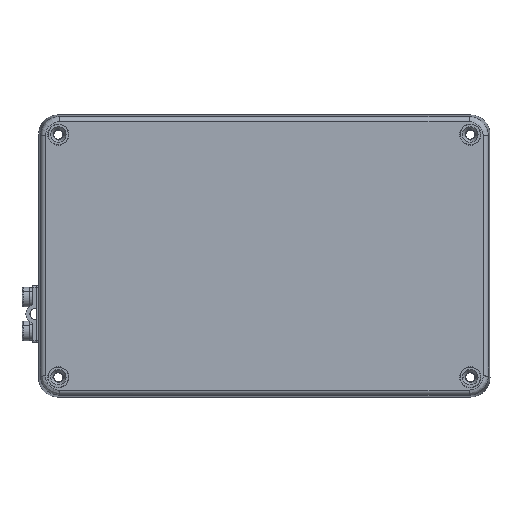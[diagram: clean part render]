
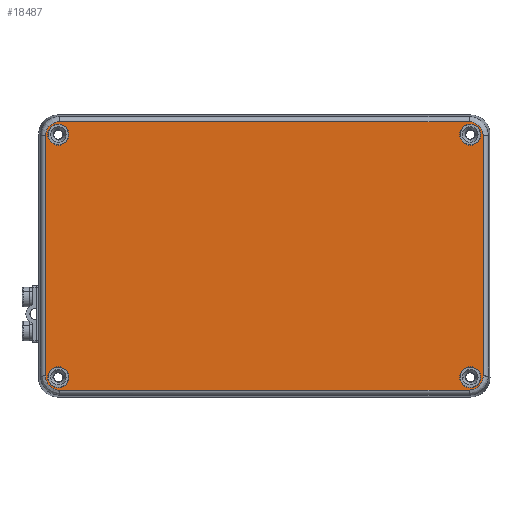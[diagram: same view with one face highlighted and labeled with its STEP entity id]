
A CAD part, top view. The second image highlights one B-rep face of the part: STEP entity #18487.
In plain terms, the highlighted planar face has unit normal (0, 0, 1).
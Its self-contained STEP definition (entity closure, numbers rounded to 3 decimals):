
#17182 = VERTEX_POINT('',#17183);
#17183 = CARTESIAN_POINT('',(-73.,-46.75,20.));
#17189 = EDGE_CURVE('',#17182,#17190,#17192,.T.);
#17190 = VERTEX_POINT('',#17191);
#17191 = CARTESIAN_POINT('',(-73.,-39.25,20.));
#17192 = CIRCLE('',#17193,3.75);
#17193 = AXIS2_PLACEMENT_3D('',#17194,#17195,#17196);
#17194 = CARTESIAN_POINT('',(-73.,-43.,20.));
#17195 = DIRECTION('',(0.,0.,-1.));
#17196 = DIRECTION('',(0.,-1.,0.));
#17224 = VERTEX_POINT('',#17225);
#17225 = CARTESIAN_POINT('',(-69.25,43.,20.));
#17231 = EDGE_CURVE('',#17224,#17232,#17234,.T.);
#17232 = VERTEX_POINT('',#17233);
#17233 = CARTESIAN_POINT('',(-76.75,43.,20.));
#17234 = CIRCLE('',#17235,3.75);
#17235 = AXIS2_PLACEMENT_3D('',#17236,#17237,#17238);
#17236 = CARTESIAN_POINT('',(-73.,43.,20.));
#17237 = DIRECTION('',(0.,0.,-1.));
#17238 = DIRECTION('',(1.,0.,0.));
#17266 = VERTEX_POINT('',#17267);
#17267 = CARTESIAN_POINT('',(73.,-46.75,20.));
#17273 = EDGE_CURVE('',#17266,#17274,#17276,.T.);
#17274 = VERTEX_POINT('',#17275);
#17275 = CARTESIAN_POINT('',(73.,-39.25,20.));
#17276 = CIRCLE('',#17277,3.75);
#17277 = AXIS2_PLACEMENT_3D('',#17278,#17279,#17280);
#17278 = CARTESIAN_POINT('',(73.,-43.,20.));
#17279 = DIRECTION('',(0.,0.,-1.));
#17280 = DIRECTION('',(0.,-1.,0.));
#17308 = VERTEX_POINT('',#17309);
#17309 = CARTESIAN_POINT('',(76.75,43.,20.));
#17315 = EDGE_CURVE('',#17308,#17316,#17318,.T.);
#17316 = VERTEX_POINT('',#17317);
#17317 = CARTESIAN_POINT('',(69.25,43.,20.));
#17318 = CIRCLE('',#17319,3.75);
#17319 = AXIS2_PLACEMENT_3D('',#17320,#17321,#17322);
#17320 = CARTESIAN_POINT('',(73.,43.,20.));
#17321 = DIRECTION('',(0.,0.,-1.));
#17322 = DIRECTION('',(1.,0.,0.));
#18487 = ADVANCED_FACE('',(#18488,#18498,#18508,#18518,#18528),#18622,
  .T.);
#18488 = FACE_BOUND('',#18489,.T.);
#18489 = EDGE_LOOP('',(#18490,#18491));
#18490 = ORIENTED_EDGE('',*,*,#17189,.T.);
#18491 = ORIENTED_EDGE('',*,*,#18492,.T.);
#18492 = EDGE_CURVE('',#17190,#17182,#18493,.T.);
#18493 = CIRCLE('',#18494,3.75);
#18494 = AXIS2_PLACEMENT_3D('',#18495,#18496,#18497);
#18495 = CARTESIAN_POINT('',(-73.,-43.,20.));
#18496 = DIRECTION('',(0.,0.,-1.));
#18497 = DIRECTION('',(0.,-1.,0.));
#18498 = FACE_BOUND('',#18499,.T.);
#18499 = EDGE_LOOP('',(#18500,#18501));
#18500 = ORIENTED_EDGE('',*,*,#17231,.T.);
#18501 = ORIENTED_EDGE('',*,*,#18502,.T.);
#18502 = EDGE_CURVE('',#17232,#17224,#18503,.T.);
#18503 = CIRCLE('',#18504,3.75);
#18504 = AXIS2_PLACEMENT_3D('',#18505,#18506,#18507);
#18505 = CARTESIAN_POINT('',(-73.,43.,20.));
#18506 = DIRECTION('',(0.,0.,-1.));
#18507 = DIRECTION('',(1.,0.,0.));
#18508 = FACE_BOUND('',#18509,.T.);
#18509 = EDGE_LOOP('',(#18510,#18511));
#18510 = ORIENTED_EDGE('',*,*,#17273,.T.);
#18511 = ORIENTED_EDGE('',*,*,#18512,.T.);
#18512 = EDGE_CURVE('',#17274,#17266,#18513,.T.);
#18513 = CIRCLE('',#18514,3.75);
#18514 = AXIS2_PLACEMENT_3D('',#18515,#18516,#18517);
#18515 = CARTESIAN_POINT('',(73.,-43.,20.));
#18516 = DIRECTION('',(0.,0.,-1.));
#18517 = DIRECTION('',(0.,-1.,0.));
#18518 = FACE_BOUND('',#18519,.T.);
#18519 = EDGE_LOOP('',(#18520,#18521));
#18520 = ORIENTED_EDGE('',*,*,#17315,.T.);
#18521 = ORIENTED_EDGE('',*,*,#18522,.T.);
#18522 = EDGE_CURVE('',#17316,#17308,#18523,.T.);
#18523 = CIRCLE('',#18524,3.75);
#18524 = AXIS2_PLACEMENT_3D('',#18525,#18526,#18527);
#18525 = CARTESIAN_POINT('',(73.,43.,20.));
#18526 = DIRECTION('',(0.,0.,-1.));
#18527 = DIRECTION('',(1.,0.,0.));
#18528 = FACE_BOUND('',#18529,.T.);
#18529 = EDGE_LOOP('',(#18530,#18540,#18555,#18563,#18578,#18586,#18601,
    #18609));
#18530 = ORIENTED_EDGE('',*,*,#18531,.T.);
#18531 = EDGE_CURVE('',#18532,#18534,#18536,.T.);
#18532 = VERTEX_POINT('',#18533);
#18533 = CARTESIAN_POINT('',(-72.566,-47.563,20.));
#18534 = VERTEX_POINT('',#18535);
#18535 = CARTESIAN_POINT('',(72.566,-47.563,20.));
#18536 = LINE('',#18537,#18538);
#18537 = CARTESIAN_POINT('',(0.,-47.563,20.));
#18538 = VECTOR('',#18539,1.);
#18539 = DIRECTION('',(1.,0.,-0.));
#18540 = ORIENTED_EDGE('',*,*,#18541,.T.);
#18541 = EDGE_CURVE('',#18534,#18542,#18544,.T.);
#18542 = VERTEX_POINT('',#18543);
#18543 = CARTESIAN_POINT('',(77.563,-42.566,20.));
#18544 = B_SPLINE_CURVE_WITH_KNOTS('',3,(#18545,#18546,#18547,#18548,
    #18549,#18550,#18551,#18552,#18553,#18554),.UNSPECIFIED.,.F.,.F.,(4,
    2,2,2,4),(0.,0.25,0.5,0.75,1.),.UNSPECIFIED.);
#18545 = CARTESIAN_POINT('',(72.566,-47.563,20.));
#18546 = CARTESIAN_POINT('',(73.223,-47.563,20.));
#18547 = CARTESIAN_POINT('',(73.873,-47.434,20.));
#18548 = CARTESIAN_POINT('',(75.085,-46.932,20.));
#18549 = CARTESIAN_POINT('',(75.637,-46.564,20.));
#18550 = CARTESIAN_POINT('',(76.564,-45.637,20.));
#18551 = CARTESIAN_POINT('',(76.932,-45.084,20.));
#18552 = CARTESIAN_POINT('',(77.434,-43.873,20.));
#18553 = CARTESIAN_POINT('',(77.563,-43.224,20.));
#18554 = CARTESIAN_POINT('',(77.563,-42.566,20.));
#18555 = ORIENTED_EDGE('',*,*,#18556,.T.);
#18556 = EDGE_CURVE('',#18542,#18557,#18559,.T.);
#18557 = VERTEX_POINT('',#18558);
#18558 = CARTESIAN_POINT('',(77.563,42.566,20.));
#18559 = LINE('',#18560,#18561);
#18560 = CARTESIAN_POINT('',(77.563,0.,20.));
#18561 = VECTOR('',#18562,1.);
#18562 = DIRECTION('',(-0.,1.,0.));
#18563 = ORIENTED_EDGE('',*,*,#18564,.T.);
#18564 = EDGE_CURVE('',#18557,#18565,#18567,.T.);
#18565 = VERTEX_POINT('',#18566);
#18566 = CARTESIAN_POINT('',(72.566,47.563,20.));
#18567 = B_SPLINE_CURVE_WITH_KNOTS('',3,(#18568,#18569,#18570,#18571,
    #18572,#18573,#18574,#18575,#18576,#18577),.UNSPECIFIED.,.F.,.F.,(4,
    2,2,2,4),(0.,0.25,0.5,0.75,1.),.UNSPECIFIED.);
#18568 = CARTESIAN_POINT('',(77.563,42.566,20.));
#18569 = CARTESIAN_POINT('',(77.563,43.223,20.));
#18570 = CARTESIAN_POINT('',(77.434,43.873,20.));
#18571 = CARTESIAN_POINT('',(76.932,45.085,20.));
#18572 = CARTESIAN_POINT('',(76.564,45.637,20.));
#18573 = CARTESIAN_POINT('',(75.637,46.564,20.));
#18574 = CARTESIAN_POINT('',(75.084,46.932,20.));
#18575 = CARTESIAN_POINT('',(73.873,47.434,20.));
#18576 = CARTESIAN_POINT('',(73.224,47.563,20.));
#18577 = CARTESIAN_POINT('',(72.566,47.563,20.));
#18578 = ORIENTED_EDGE('',*,*,#18579,.T.);
#18579 = EDGE_CURVE('',#18565,#18580,#18582,.T.);
#18580 = VERTEX_POINT('',#18581);
#18581 = CARTESIAN_POINT('',(-72.566,47.563,20.));
#18582 = LINE('',#18583,#18584);
#18583 = CARTESIAN_POINT('',(0.,47.563,20.));
#18584 = VECTOR('',#18585,1.);
#18585 = DIRECTION('',(-1.,-0.,0.));
#18586 = ORIENTED_EDGE('',*,*,#18587,.T.);
#18587 = EDGE_CURVE('',#18580,#18588,#18590,.T.);
#18588 = VERTEX_POINT('',#18589);
#18589 = CARTESIAN_POINT('',(-77.563,42.566,20.));
#18590 = B_SPLINE_CURVE_WITH_KNOTS('',3,(#18591,#18592,#18593,#18594,
    #18595,#18596,#18597,#18598,#18599,#18600),.UNSPECIFIED.,.F.,.F.,(4,
    2,2,2,4),(0.,0.25,0.5,0.75,1.),.UNSPECIFIED.);
#18591 = CARTESIAN_POINT('',(-72.566,47.563,20.));
#18592 = CARTESIAN_POINT('',(-73.223,47.563,20.));
#18593 = CARTESIAN_POINT('',(-73.873,47.434,20.));
#18594 = CARTESIAN_POINT('',(-75.085,46.932,20.));
#18595 = CARTESIAN_POINT('',(-75.637,46.564,20.));
#18596 = CARTESIAN_POINT('',(-76.564,45.637,20.));
#18597 = CARTESIAN_POINT('',(-76.932,45.084,20.));
#18598 = CARTESIAN_POINT('',(-77.434,43.873,20.));
#18599 = CARTESIAN_POINT('',(-77.563,43.224,20.));
#18600 = CARTESIAN_POINT('',(-77.563,42.566,20.));
#18601 = ORIENTED_EDGE('',*,*,#18602,.T.);
#18602 = EDGE_CURVE('',#18588,#18603,#18605,.T.);
#18603 = VERTEX_POINT('',#18604);
#18604 = CARTESIAN_POINT('',(-77.563,-42.566,20.));
#18605 = LINE('',#18606,#18607);
#18606 = CARTESIAN_POINT('',(-77.563,0.,20.));
#18607 = VECTOR('',#18608,1.);
#18608 = DIRECTION('',(0.,-1.,-0.));
#18609 = ORIENTED_EDGE('',*,*,#18610,.T.);
#18610 = EDGE_CURVE('',#18603,#18532,#18611,.T.);
#18611 = B_SPLINE_CURVE_WITH_KNOTS('',3,(#18612,#18613,#18614,#18615,
    #18616,#18617,#18618,#18619,#18620,#18621),.UNSPECIFIED.,.F.,.F.,(4,
    2,2,2,4),(0.,0.25,0.5,0.75,1.),.UNSPECIFIED.);
#18612 = CARTESIAN_POINT('',(-77.563,-42.566,20.));
#18613 = CARTESIAN_POINT('',(-77.563,-43.223,20.));
#18614 = CARTESIAN_POINT('',(-77.434,-43.873,20.));
#18615 = CARTESIAN_POINT('',(-76.932,-45.085,20.));
#18616 = CARTESIAN_POINT('',(-76.564,-45.637,20.));
#18617 = CARTESIAN_POINT('',(-75.637,-46.564,20.));
#18618 = CARTESIAN_POINT('',(-75.084,-46.932,20.));
#18619 = CARTESIAN_POINT('',(-73.873,-47.434,20.));
#18620 = CARTESIAN_POINT('',(-73.224,-47.563,20.));
#18621 = CARTESIAN_POINT('',(-72.566,-47.563,20.));
#18622 = PLANE('',#18623);
#18623 = AXIS2_PLACEMENT_3D('',#18624,#18625,#18626);
#18624 = CARTESIAN_POINT('',(0.,0.,20.));
#18625 = DIRECTION('',(0.,0.,1.));
#18626 = DIRECTION('',(1.,0.,-0.));
